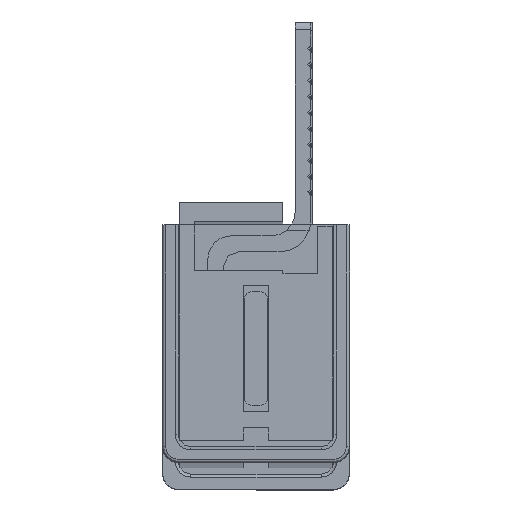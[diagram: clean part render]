
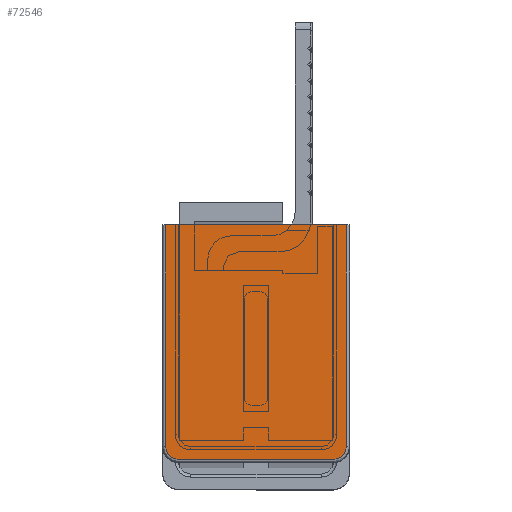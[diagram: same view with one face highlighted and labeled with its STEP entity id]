
A CAD part, top view. The second image highlights one B-rep face of the part: STEP entity #72546.
In plain terms, the highlighted planar face has unit normal (0, 0, 1).
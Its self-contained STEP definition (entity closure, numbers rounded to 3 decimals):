
#18346 = DIRECTION ( 'NONE',  ( -1., 0., 0. ) ) ;
#18364 = CARTESIAN_POINT ( 'NONE',  ( 9.7, -0.4, 219. ) ) ;
#18370 = DIRECTION ( 'NONE',  ( 0., 0., -1. ) ) ;
#18382 = FACE_OUTER_BOUND ( 'NONE', #87312, .T. ) ;
#18399 = PLANE ( 'NONE',  #36773 ) ;
#36773 = AXIS2_PLACEMENT_3D ( 'NONE', #18364, #18370, #18346 ) ;
#39243 = ORIENTED_EDGE ( 'NONE', *, *, #85671, .T. ) ;
#39269 = ORIENTED_EDGE ( 'NONE', *, *, #85586, .F. ) ;
#39273 = ORIENTED_EDGE ( 'NONE', *, *, #85596, .F. ) ;
#39282 = ORIENTED_EDGE ( 'NONE', *, *, #85672, .F. ) ;
#39343 = ORIENTED_EDGE ( 'NONE', *, *, #85624, .F. ) ;
#39391 = ORIENTED_EDGE ( 'NONE', *, *, #85686, .F. ) ;
#58116 = CARTESIAN_POINT ( 'NONE',  ( -0.9, -0.4, 219. ) ) ;
#58234 = CARTESIAN_POINT ( 'NONE',  ( 9.7, -1.2, 219. ) ) ;
#58244 = CARTESIAN_POINT ( 'NONE',  ( -0.1, -1.2, 219. ) ) ;
#58248 = CARTESIAN_POINT ( 'NONE',  ( 10.5, -0.4, 219. ) ) ;
#58336 = CARTESIAN_POINT ( 'NONE',  ( -0.9, 13.6, 219. ) ) ;
#58494 = CARTESIAN_POINT ( 'NONE',  ( 10.5, 13.6, 219. ) ) ;
#72546 = ADVANCED_FACE ( 'NONE', ( #18382 ), #18399, .F. ) ;
#79064 = VERTEX_POINT ( 'NONE', #58116 ) ;
#79121 = VERTEX_POINT ( 'NONE', #58234 ) ;
#79122 = VERTEX_POINT ( 'NONE', #58248 ) ;
#79128 = VERTEX_POINT ( 'NONE', #58244 ) ;
#79186 = VERTEX_POINT ( 'NONE', #58336 ) ;
#79217 = VERTEX_POINT ( 'NONE', #58494 ) ;
#80184 = VECTOR ( 'NONE', #81835, 1000. ) ;
#80230 = CIRCLE ( 'NONE', #80249, 0.8 ) ;
#80249 = AXIS2_PLACEMENT_3D ( 'NONE', #81845, #81848, #81858 ) ;
#80251 = CIRCLE ( 'NONE', #80252, 0.8 ) ;
#80252 = AXIS2_PLACEMENT_3D ( 'NONE', #82024, #82040, #82091 ) ;
#80314 = VECTOR ( 'NONE', #82472, 1000. ) ;
#80331 = VECTOR ( 'NONE', #82544, 1000. ) ;
#80347 = VECTOR ( 'NONE', #82646, 1000. ) ;
#81835 = DIRECTION ( 'NONE',  ( -1., 0., 0. ) ) ;
#81841 = LINE ( 'NONE', #81851, #80184 ) ;
#81845 = CARTESIAN_POINT ( 'NONE',  ( 9.7, -0.4, 219. ) ) ;
#81848 = DIRECTION ( 'NONE',  ( 0., 0., -1. ) ) ;
#81851 = CARTESIAN_POINT ( 'NONE',  ( 9.7, -1.2, 219. ) ) ;
#81858 = DIRECTION ( 'NONE',  ( -1., 0., 0. ) ) ;
#82024 = CARTESIAN_POINT ( 'NONE',  ( -0.1, -0.4, 219. ) ) ;
#82040 = DIRECTION ( 'NONE',  ( 0., 0., -1. ) ) ;
#82091 = DIRECTION ( 'NONE',  ( -1., 0., 0. ) ) ;
#82377 = LINE ( 'NONE', #82464, #80314 ) ;
#82464 = CARTESIAN_POINT ( 'NONE',  ( 10.5, -0.4, 219. ) ) ;
#82472 = DIRECTION ( 'NONE',  ( 0., -1., 0. ) ) ;
#82508 = CARTESIAN_POINT ( 'NONE',  ( 10.7, 13.6, 219. ) ) ;
#82514 = LINE ( 'NONE', #82508, #80331 ) ;
#82544 = DIRECTION ( 'NONE',  ( -1., 0., 0. ) ) ;
#82635 = LINE ( 'NONE', #82637, #80347 ) ;
#82637 = CARTESIAN_POINT ( 'NONE',  ( -0.9, -0.4, 219. ) ) ;
#82646 = DIRECTION ( 'NONE',  ( 0., 1., 0. ) ) ;
#85586 = EDGE_CURVE ( 'NONE', #79121, #79128, #81841, .T. ) ;
#85596 = EDGE_CURVE ( 'NONE', #79122, #79121, #80230, .T. ) ;
#85624 = EDGE_CURVE ( 'NONE', #79128, #79064, #80251, .T. ) ;
#85671 = EDGE_CURVE ( 'NONE', #79217, #79186, #82514, .T. ) ;
#85672 = EDGE_CURVE ( 'NONE', #79217, #79122, #82377, .T. ) ;
#85686 = EDGE_CURVE ( 'NONE', #79064, #79186, #82635, .T. ) ;
#87312 = EDGE_LOOP ( 'NONE', ( #39269, #39273, #39282, #39243, #39391, #39343 ) ) ;
